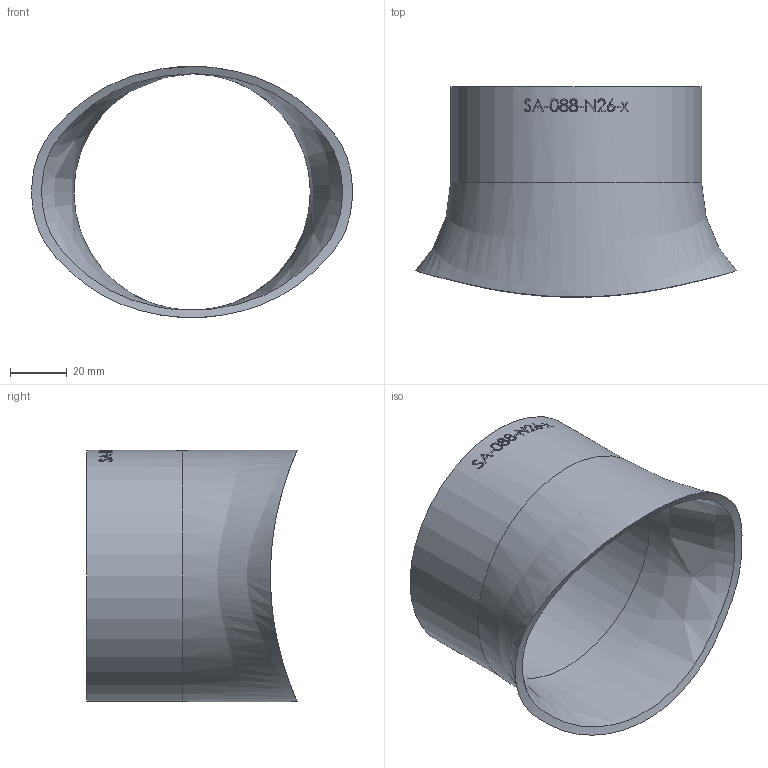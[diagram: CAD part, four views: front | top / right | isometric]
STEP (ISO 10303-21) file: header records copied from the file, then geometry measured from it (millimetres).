
FILE_DESCRIPTION (( 'STEP AP214' ), '1' );
FILE_NAME ('SA-088-N26-x Sattelstutzen 2001.STEP', '2020-01-09T11:30:09', ( '' ), ( '' ), 'SwSTEP 2.0', 'SolidWorks 2016', '' );
FILE_SCHEMA (( 'AUTOMOTIVE_DESIGN' ));
Length unit declared in the file: millimetre
Products named in the file (1): SA-088-N26-x Sattelstutzen 2001
Bounding box: 113.52 x 74.42 x 88.9 mm (x, y, z)
Volume: 51049.3 mm3; surface area: 40963.9 mm2
Topology: 1 solids, 1 shells, 155 faces, 404 edges, 269 vertices
Faces by surface type: bspline 98, plane 34, cylinder 23
Full cylindrical faces by diameter (mm): 83.7 x1, 88.9 x1
Entity records: 22258 total; most frequent: CARTESIAN_POINT 17771, ORIENTED_EDGE 786, EDGE_CURVE 393, B_SPLINE_CURVE_WITH_KNOTS 304, VERTEX_POINT 264, DIRECTION 250, EDGE_LOOP 179, FACE_OUTER_BOUND 158
